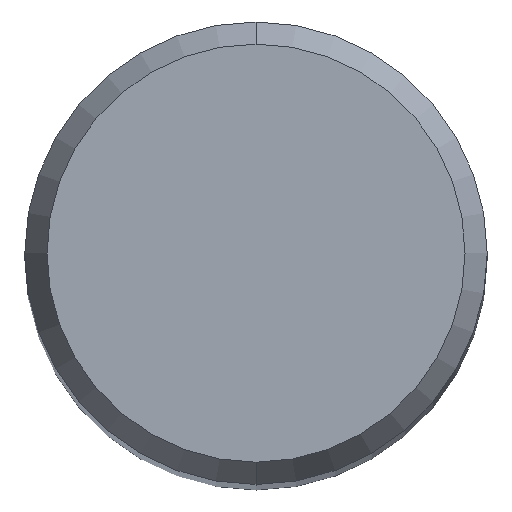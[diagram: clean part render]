
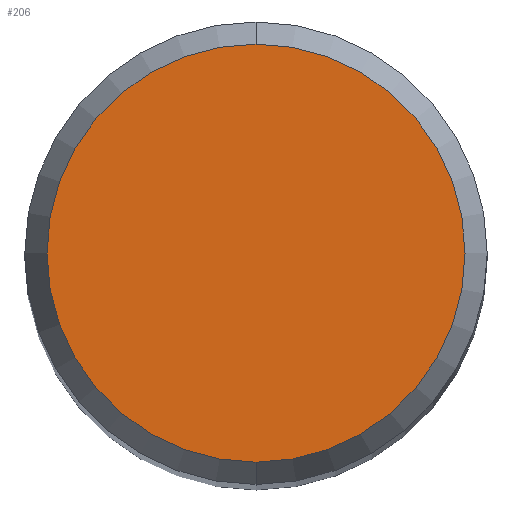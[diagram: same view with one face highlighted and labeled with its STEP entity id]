
A CAD part, top view. The second image highlights one B-rep face of the part: STEP entity #206.
In plain terms, the highlighted planar face has unit normal (0, 0, 1).
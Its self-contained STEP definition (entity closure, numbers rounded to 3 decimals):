
#108=VERTEX_POINT('',#262);
#124=EDGE_CURVE('',#208,#108,#280,.T.);
#176=EDGE_CURVE('',#108,#208,#337,.T.);
#206=ADVANCED_FACE('',(#370),#371,.T.);
#208=VERTEX_POINT('',#373);
#262=CARTESIAN_POINT('',(0.,-2.158,0.01));
#280=CIRCLE('',#452,2.158);
#337=CIRCLE('',#524,2.158);
#370=FACE_OUTER_BOUND('',#566,.T.);
#371=PLANE('',#567);
#373=CARTESIAN_POINT('',(0.0,2.158,0.01));
#452=AXIS2_PLACEMENT_3D('',#635,#636,#637);
#524=AXIS2_PLACEMENT_3D('',#706,#707,#708);
#566=EDGE_LOOP('',(#743,#744));
#567=AXIS2_PLACEMENT_3D('',#745,#746,#747);
#635=CARTESIAN_POINT('',(0.0,0.0,0.01));
#636=DIRECTION('',(0.0,0.0,-1.0));
#637=DIRECTION('',(0.0,1.0,0.0));
#706=CARTESIAN_POINT('',(0.0,0.0,0.01));
#707=DIRECTION('',(0.0,0.0,-1.0));
#708=DIRECTION('',(0.0,1.0,0.0));
#743=ORIENTED_EDGE('',*,*,#124,.F.);
#744=ORIENTED_EDGE('',*,*,#176,.F.);
#745=CARTESIAN_POINT('',(0.0,1.079,0.01));
#746=DIRECTION('',(-0.0,0.0,1.0));
#747=DIRECTION('',(0.0,-1.0,0.0));
